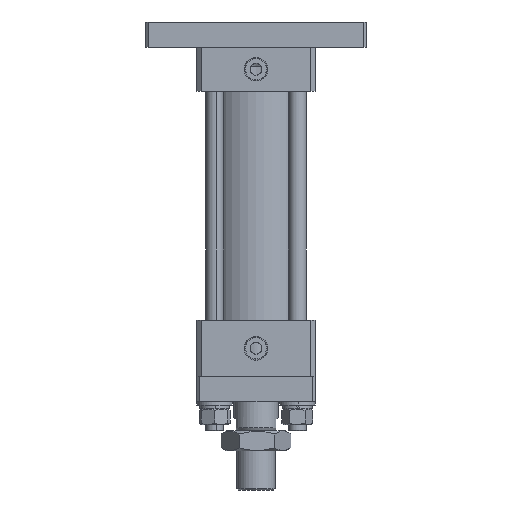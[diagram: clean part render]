
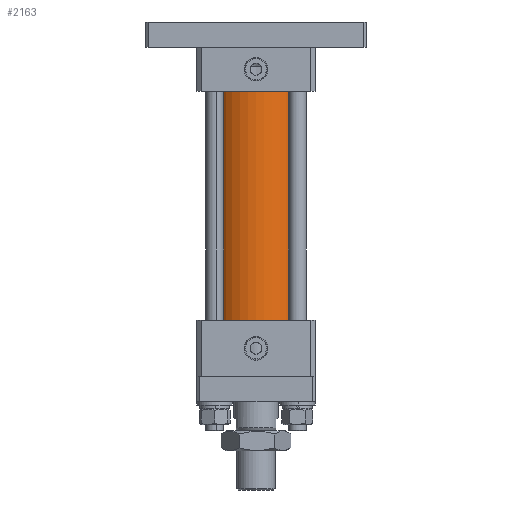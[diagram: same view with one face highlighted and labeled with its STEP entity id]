
A CAD part, front view. The second image highlights one B-rep face of the part: STEP entity #2163.
In plain terms, the highlighted cylindrical face has radius 32 mm (diameter 64 mm), a partial arc.
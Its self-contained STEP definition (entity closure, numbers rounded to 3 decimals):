
#599 = AXIS2_PLACEMENT_3D ( 'NONE', #6752, #6753, #6754 ) ;
#601 = AXIS2_PLACEMENT_3D ( 'NONE', #6760, #6761, #6762 ) ;
#1051 = CARTESIAN_POINT ( 'NONE',  ( 32., 0., 0. ) ) ;
#1065 = CARTESIAN_POINT ( 'NONE',  ( -32., 0., 0. ) ) ;
#1612 = DIRECTION ( 'NONE',  ( -1., 0., 0. ) ) ;
#1615 = DIRECTION ( 'NONE',  ( 0., 0., -1. ) ) ;
#1616 = CARTESIAN_POINT ( 'NONE',  ( 0., 0., 155. ) ) ;
#1665 = CARTESIAN_POINT ( 'NONE',  ( 32., 0., 155. ) ) ;
#1693 = CARTESIAN_POINT ( 'NONE',  ( -32., 0., 155. ) ) ;
#2163 = ADVANCED_FACE ( 'NONE', ( #4276 ), #4280, .T. ) ;
#2254 = EDGE_LOOP ( 'NONE', ( #8247, #8248, #8249, #8250 ) ) ;
#2356 = VERTEX_POINT ( 'NONE', #1665 ) ;
#2384 = VERTEX_POINT ( 'NONE', #1693 ) ;
#3319 = VERTEX_POINT ( 'NONE', #1051 ) ;
#3658 = VERTEX_POINT ( 'NONE', #1065 ) ;
#4276 = FACE_OUTER_BOUND ( 'NONE', #2254, .T. ) ;
#4280 = CYLINDRICAL_SURFACE ( 'NONE', #6950, 32. ) ;
#4948 = LINE ( 'NONE', #6741, #4956 ) ;
#4956 = VECTOR ( 'NONE', #6736, 1000. ) ;
#4957 = LINE ( 'NONE', #6745, #4959 ) ;
#4959 = VECTOR ( 'NONE', #6740, 1000. ) ;
#4960 = CIRCLE ( 'NONE', #599, 32. ) ;
#4962 = CIRCLE ( 'NONE', #601, 32. ) ;
#6736 = DIRECTION ( 'NONE',  ( 0., 0., -1. ) ) ;
#6740 = DIRECTION ( 'NONE',  ( 0., 0., -1. ) ) ;
#6741 = CARTESIAN_POINT ( 'NONE',  ( 32., 0., 155. ) ) ;
#6745 = CARTESIAN_POINT ( 'NONE',  ( -32., 0., 155. ) ) ;
#6752 = CARTESIAN_POINT ( 'NONE',  ( 0., 0., 155. ) ) ;
#6753 = DIRECTION ( 'NONE',  ( 0., 0., 1. ) ) ;
#6754 = DIRECTION ( 'NONE',  ( 1., 0., 0. ) ) ;
#6760 = CARTESIAN_POINT ( 'NONE',  ( 0., 0., 0. ) ) ;
#6761 = DIRECTION ( 'NONE',  ( 0., 0., 1. ) ) ;
#6762 = DIRECTION ( 'NONE',  ( 1., 0., 0. ) ) ;
#6950 = AXIS2_PLACEMENT_3D ( 'NONE', #1616, #1615, #1612 ) ;
#7524 = EDGE_CURVE ( 'NONE', #2356, #3319, #4948, .T. ) ;
#7526 = EDGE_CURVE ( 'NONE', #2384, #3658, #4957, .T. ) ;
#7528 = EDGE_CURVE ( 'NONE', #2384, #2356, #4960, .T. ) ;
#7530 = EDGE_CURVE ( 'NONE', #3658, #3319, #4962, .T. ) ;
#8247 = ORIENTED_EDGE ( 'NONE', *, *, #7524, .F. ) ;
#8248 = ORIENTED_EDGE ( 'NONE', *, *, #7528, .F. ) ;
#8249 = ORIENTED_EDGE ( 'NONE', *, *, #7526, .T. ) ;
#8250 = ORIENTED_EDGE ( 'NONE', *, *, #7530, .T. ) ;
